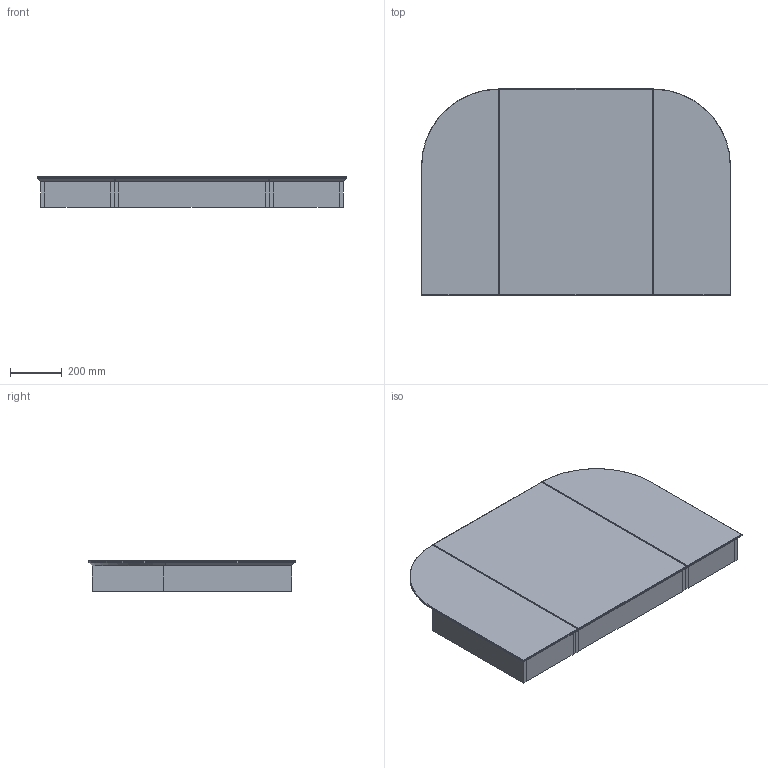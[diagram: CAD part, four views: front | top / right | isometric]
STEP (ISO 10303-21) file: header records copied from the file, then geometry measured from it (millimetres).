
FILE_DESCRIPTION (( 'STEP AP214' ), '1' );
FILE_NAME ('2352717.STEP', '2023-09-25T22:44:51', ( '' ), ( '' ), 'SwSTEP 2.0', 'SolidWorks 2021', '' );
FILE_SCHEMA (( 'AUTOMOTIVE_DESIGN' ));
Length unit declared in the file: millimetre
Products named in the file (8): Left Arch Mirror; Kado Neue Arch Shaver 1200 Carcass; Right Arch Mirror; Shelf Restraint; Shelf Support; 2352717; Mirrored Cabinet Power Point; 600 Door Mirror
Assembly tree (37 placements, depth 2):
  2352717
    Kado Neue Arch Shaver 1200 Carcass
    600 Door Mirror
    Left Arch Mirror
    Right Arch Mirror
    Shelf Support  x16
    Shelf Restraint  x16
    Mirrored Cabinet Power Point
Bounding box: 1200 x 800 x 119.8 mm (x, y, z)
Volume: 39841461.9 mm3; surface area: 6952255.1 mm2
Topology: 76 solids, 76 shells, 1245 faces, 2796 edges, 1834 vertices
Faces by surface type: plane 751, cylinder 470, bspline 20, torus 2, cone 2
Entity records: 22817 total; most frequent: CARTESIAN_POINT 6026, DIRECTION 3391, ORIENTED_EDGE 2922, EDGE_CURVE 1461, AXIS2_PLACEMENT_3D 1293, VERTEX_POINT 964, EDGE_LOOP 809, VECTOR 805
